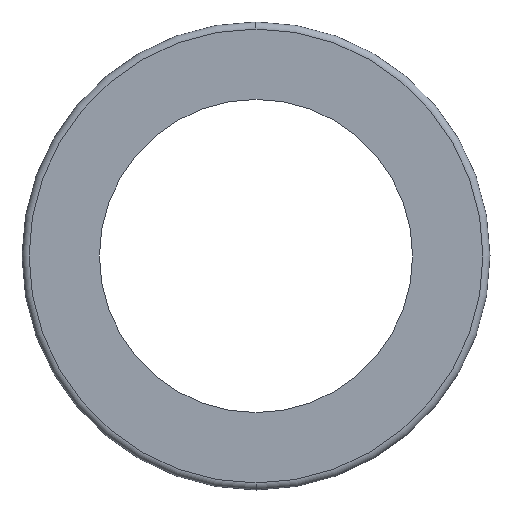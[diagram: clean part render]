
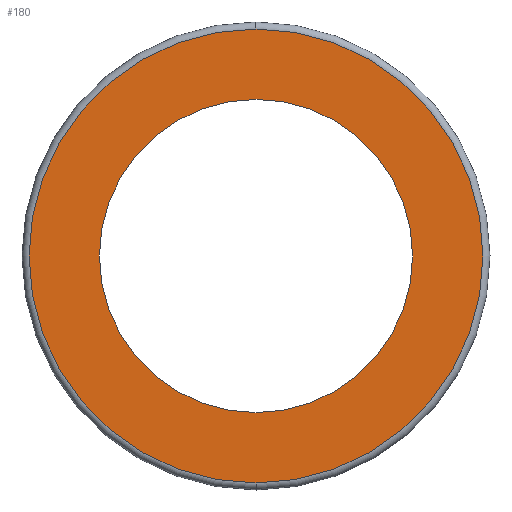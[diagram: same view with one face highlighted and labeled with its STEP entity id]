
A CAD part, left-side view. The second image highlights one B-rep face of the part: STEP entity #180.
In plain terms, the highlighted planar face has unit normal (-1, 0, 0).
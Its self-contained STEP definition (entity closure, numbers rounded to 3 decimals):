
#2 = CIRCLE ( 'NONE', #234, 44.5 ) ;
#6 = VERTEX_POINT ( 'NONE', #66 ) ;
#13 = CARTESIAN_POINT ( 'NONE',  ( -20., 0., -64.5 ) ) ;
#26 = ORIENTED_EDGE ( 'NONE', *, *, #148, .T. ) ;
#27 = CARTESIAN_POINT ( 'NONE',  ( -20., 0., 0. ) ) ;
#28 = EDGE_LOOP ( 'NONE', ( #311, #46 ) ) ;
#29 = EDGE_CURVE ( 'NONE', #248, #198, #314, .T. ) ;
#30 = ORIENTED_EDGE ( 'NONE', *, *, #186, .T. ) ;
#46 = ORIENTED_EDGE ( 'NONE', *, *, #29, .F. ) ;
#53 = AXIS2_PLACEMENT_3D ( 'NONE', #77, #69, #182 ) ;
#58 = DIRECTION ( 'NONE',  ( 1., 0., 0. ) ) ;
#66 = CARTESIAN_POINT ( 'NONE',  ( -20., 0., -44.5 ) ) ;
#69 = DIRECTION ( 'NONE',  ( 1., 0., 0. ) ) ;
#77 = CARTESIAN_POINT ( 'NONE',  ( -20., 0., 0. ) ) ;
#85 = CIRCLE ( 'NONE', #235, 44.5 ) ;
#109 = EDGE_LOOP ( 'NONE', ( #30, #26 ) ) ;
#113 = PLANE ( 'NONE',  #163 ) ;
#117 = EDGE_CURVE ( 'NONE', #198, #248, #304, .T. ) ;
#136 = DIRECTION ( 'NONE',  ( -1., 0., 0. ) ) ;
#148 = EDGE_CURVE ( 'NONE', #229, #6, #85, .T. ) ;
#163 = AXIS2_PLACEMENT_3D ( 'NONE', #244, #136, #241 ) ;
#180 = ADVANCED_FACE ( 'NONE', ( #302, #284 ), #113, .T. ) ;
#182 = DIRECTION ( 'NONE',  ( 0., 0., -1. ) ) ;
#186 = EDGE_CURVE ( 'NONE', #6, #229, #2, .T. ) ;
#190 = CARTESIAN_POINT ( 'NONE',  ( -20., 0., 44.5 ) ) ;
#195 = DIRECTION ( 'NONE',  ( 0., 0., -1. ) ) ;
#198 = VERTEX_POINT ( 'NONE', #13 ) ;
#204 = DIRECTION ( 'NONE',  ( 0., 0., -1. ) ) ;
#206 = DIRECTION ( 'NONE',  ( 0., 0., -1. ) ) ;
#229 = VERTEX_POINT ( 'NONE', #190 ) ;
#234 = AXIS2_PLACEMENT_3D ( 'NONE', #265, #58, #195 ) ;
#235 = AXIS2_PLACEMENT_3D ( 'NONE', #27, #316, #206 ) ;
#241 = DIRECTION ( 'NONE',  ( 0., 0., 1. ) ) ;
#244 = CARTESIAN_POINT ( 'NONE',  ( -20., 44.5, 0. ) ) ;
#248 = VERTEX_POINT ( 'NONE', #285 ) ;
#265 = CARTESIAN_POINT ( 'NONE',  ( -20., 0., 0. ) ) ;
#276 = CARTESIAN_POINT ( 'NONE',  ( -20., 0., 0. ) ) ;
#278 = AXIS2_PLACEMENT_3D ( 'NONE', #276, #290, #204 ) ;
#284 = FACE_OUTER_BOUND ( 'NONE', #28, .T. ) ;
#285 = CARTESIAN_POINT ( 'NONE',  ( -20., 0., 64.5 ) ) ;
#290 = DIRECTION ( 'NONE',  ( 1., 0., 0. ) ) ;
#302 = FACE_BOUND ( 'NONE', #109, .T. ) ;
#304 = CIRCLE ( 'NONE', #53, 64.5 ) ;
#311 = ORIENTED_EDGE ( 'NONE', *, *, #117, .F. ) ;
#314 = CIRCLE ( 'NONE', #278, 64.5 ) ;
#316 = DIRECTION ( 'NONE',  ( 1., 0., 0. ) ) ;
